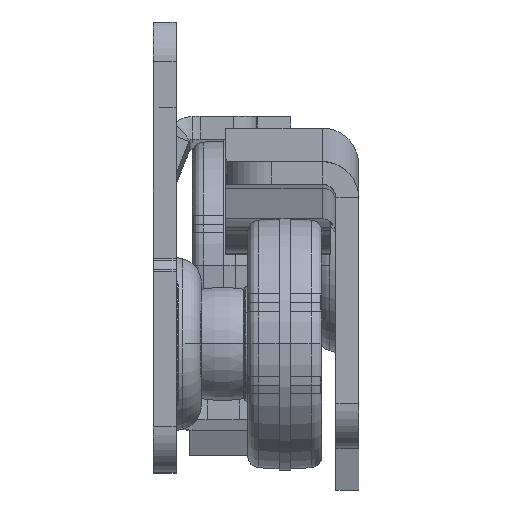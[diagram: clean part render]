
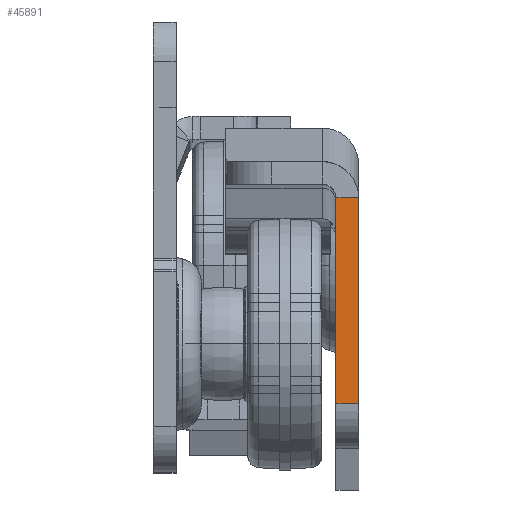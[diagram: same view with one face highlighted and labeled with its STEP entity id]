
A CAD part, top view. The second image highlights one B-rep face of the part: STEP entity #45891.
In plain terms, the highlighted face is planar.
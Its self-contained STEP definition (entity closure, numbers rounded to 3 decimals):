
#1613 = CARTESIAN_POINT ( 'NONE',  ( -2., -11.75, 595.5 ) ) ;
#2014 = CARTESIAN_POINT ( 'NONE',  ( 0., -7.75, 595.5 ) ) ;
#2159 = DIRECTION ( 'NONE',  ( 0., -1., 0. ) ) ;
#7391 = DIRECTION ( 'NONE',  ( 0., -1., 0. ) ) ;
#9392 = CARTESIAN_POINT ( 'NONE',  ( 0., 10.226, 595.5 ) ) ;
#9612 = LINE ( 'NONE', #42215, #37310 ) ;
#9761 = VERTEX_POINT ( 'NONE', #9392 ) ;
#11691 = CARTESIAN_POINT ( 'NONE',  ( 0., -11.75, 595.5 ) ) ;
#12655 = ORIENTED_EDGE ( 'NONE', *, *, #16935, .T. ) ;
#13884 = VECTOR ( 'NONE', #7391, 1000. ) ;
#14794 = VECTOR ( 'NONE', #2159, 1000. ) ;
#14948 = VERTEX_POINT ( 'NONE', #34297 ) ;
#15293 = PLANE ( 'NONE',  #41873 ) ;
#16935 = EDGE_CURVE ( 'NONE', #51055, #20195, #9612, .T. ) ;
#20195 = VERTEX_POINT ( 'NONE', #2014 ) ;
#21317 = CARTESIAN_POINT ( 'NONE',  ( -2., 10.226, 595.5 ) ) ;
#21933 = DIRECTION ( 'NONE',  ( 1., 0., 0. ) ) ;
#23205 = EDGE_CURVE ( 'NONE', #14948, #9761, #46108, .T. ) ;
#26993 = CARTESIAN_POINT ( 'NONE',  ( -2., -7.75, 595.5 ) ) ;
#27045 = ORIENTED_EDGE ( 'NONE', *, *, #23205, .F. ) ;
#31729 = EDGE_CURVE ( 'NONE', #14948, #51055, #37190, .T. ) ;
#34297 = CARTESIAN_POINT ( 'NONE',  ( -2., 10.226, 595.5 ) ) ;
#36122 = CARTESIAN_POINT ( 'NONE',  ( -2., -11.75, 595.5 ) ) ;
#37006 = EDGE_LOOP ( 'NONE', ( #27045, #44864, #12655, #45279 ) ) ;
#37190 = LINE ( 'NONE', #1613, #14794 ) ;
#37310 = VECTOR ( 'NONE', #21933, 1000. ) ;
#37583 = DIRECTION ( 'NONE',  ( 1., 0., 0. ) ) ;
#41873 = AXIS2_PLACEMENT_3D ( 'NONE', #36122, #44656, #48403 ) ;
#42215 = CARTESIAN_POINT ( 'NONE',  ( -2., -7.75, 595.5 ) ) ;
#43580 = FACE_OUTER_BOUND ( 'NONE', #37006, .T. ) ;
#44656 = DIRECTION ( 'NONE',  ( 0., 0., 1. ) ) ;
#44864 = ORIENTED_EDGE ( 'NONE', *, *, #31729, .T. ) ;
#45279 = ORIENTED_EDGE ( 'NONE', *, *, #52328, .F. ) ;
#45891 = ADVANCED_FACE ( 'NONE', ( #43580 ), #15293, .T. ) ;
#46108 = LINE ( 'NONE', #21317, #50477 ) ;
#48290 = LINE ( 'NONE', #11691, #13884 ) ;
#48403 = DIRECTION ( 'NONE',  ( 1., 0., 0. ) ) ;
#50477 = VECTOR ( 'NONE', #37583, 1000. ) ;
#51055 = VERTEX_POINT ( 'NONE', #26993 ) ;
#52328 = EDGE_CURVE ( 'NONE', #9761, #20195, #48290, .T. ) ;
